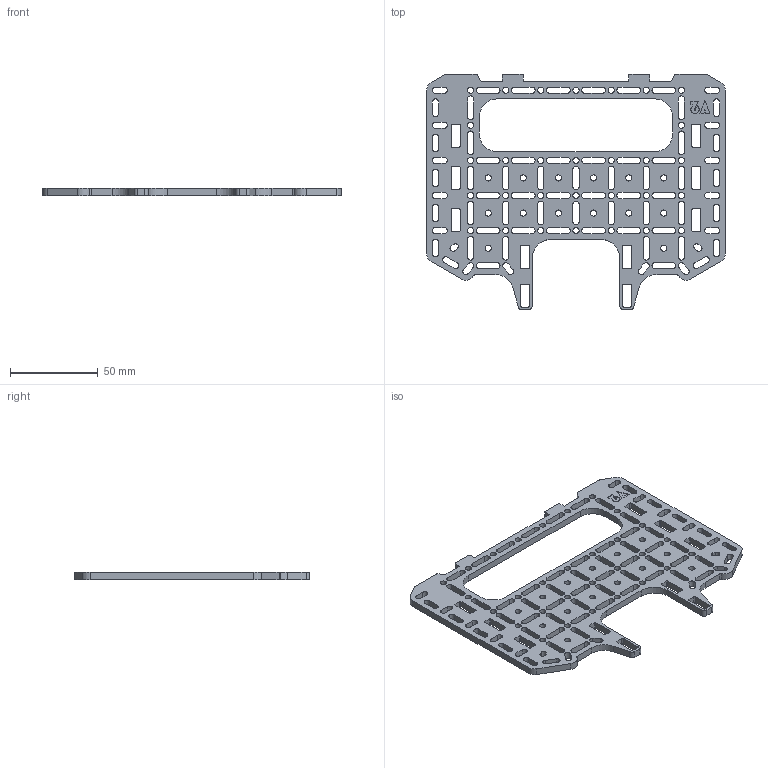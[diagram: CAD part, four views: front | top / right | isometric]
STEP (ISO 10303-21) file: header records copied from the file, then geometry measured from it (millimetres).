
FILE_DESCRIPTION(('STEP AP242'), '1');
FILE_NAME('Ïëàñòèíà-Âåðõíÿÿ-V2', '', ('UNSPECIFIED'), ('UNSPECIFIED'), 'C3D Converter', 'C3D Toolkit', '');
FILE_SCHEMA(('AP242_MANAGED_MODEL_BASED_3D_ENGINEERING_MIM_LF { 1 0 10303 442 1 1 4 }'));
Length unit declared in the file: millimetre
Bounding box: 170 x 134 x 4 mm (x, y, z)
Volume: 44563.6 mm3; surface area: 37703.6 mm2
Topology: 1 solids, 1 shells, 517 faces, 1539 edges, 1029 vertices
Faces by surface type: cylinder 264, plane 241, extrusion 12
Full cylindrical faces by diameter (mm): 3.5 x44
Entity records: 17877 total; most frequent: CARTESIAN_POINT 3114, DIRECTION 3023, ORIENTED_EDGE 2990, EDGE_CURVE 1495, AXIS2_PLACEMENT_3D 1034, VERTEX_POINT 1026, VECTOR 955, LINE 943
